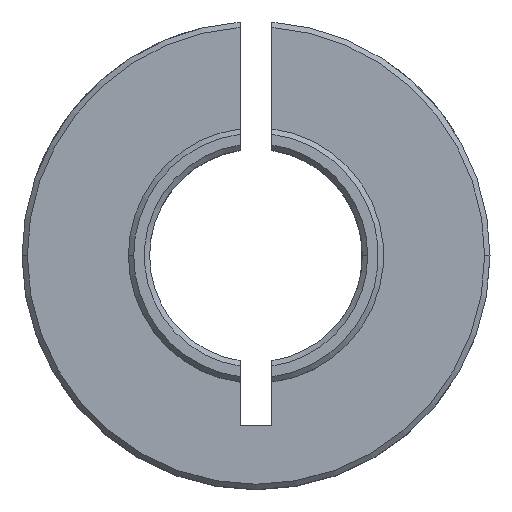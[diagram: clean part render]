
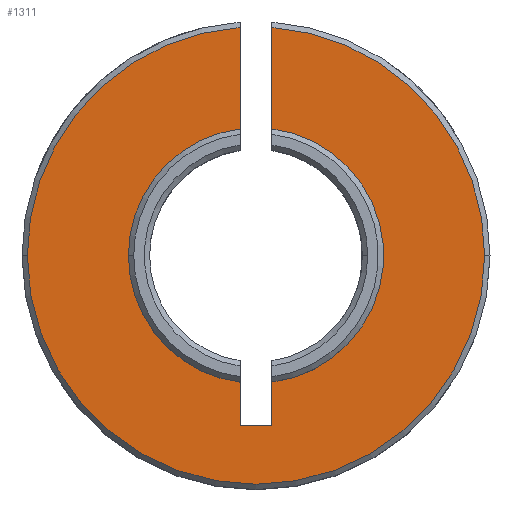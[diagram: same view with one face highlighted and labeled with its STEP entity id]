
A CAD part, top view. The second image highlights one B-rep face of the part: STEP entity #1311.
In plain terms, the highlighted planar face has unit normal (0, 0, 1).
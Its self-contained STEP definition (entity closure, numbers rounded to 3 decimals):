
#3 = CARTESIAN_POINT ( 'NONE',  ( 0., 0., 8. ) ) ;
#6 = CARTESIAN_POINT ( 'NONE',  ( -0.75, -8., 8. ) ) ;
#14 = VERTEX_POINT ( 'NONE', #1388 ) ;
#20 = ORIENTED_EDGE ( 'NONE', *, *, #211, .T. ) ;
#33 = DIRECTION ( 'NONE',  ( 1., 0., 0. ) ) ;
#40 = EDGE_CURVE ( 'NONE', #1213, #431, #1369, .T. ) ;
#47 = EDGE_LOOP ( 'NONE', ( #912, #20, #664, #890, #1107, #621, #698, #492, #657, #1146, #351 ) ) ;
#56 = CARTESIAN_POINT ( 'NONE',  ( -0.75, 0., 8. ) ) ;
#64 = DIRECTION ( 'NONE',  ( 1., 0., 0. ) ) ;
#68 = DIRECTION ( 'NONE',  ( 0., 0., 1. ) ) ;
#84 = LINE ( 'NONE', #1295, #896 ) ;
#90 = CARTESIAN_POINT ( 'NONE',  ( 0., 0., 8. ) ) ;
#111 = VECTOR ( 'NONE', #777, 1000. ) ;
#119 = AXIS2_PLACEMENT_3D ( 'NONE', #90, #1204, #196 ) ;
#125 = VERTEX_POINT ( 'NONE', #197 ) ;
#129 = EDGE_CURVE ( 'NONE', #720, #1213, #1010, .T. ) ;
#175 = EDGE_CURVE ( 'NONE', #727, #125, #1371, .T. ) ;
#192 = CIRCLE ( 'NONE', #1318, 6. ) ;
#196 = DIRECTION ( 'NONE',  ( 1., 0., 0. ) ) ;
#197 = CARTESIAN_POINT ( 'NONE',  ( 0.75, 5.953, 8. ) ) ;
#211 = EDGE_CURVE ( 'NONE', #1159, #720, #806, .T. ) ;
#299 = DIRECTION ( 'NONE',  ( 1., 0., 0. ) ) ;
#313 = CARTESIAN_POINT ( 'NONE',  ( 0., 0., 8. ) ) ;
#323 = VERTEX_POINT ( 'NONE', #6 ) ;
#327 = DIRECTION ( 'NONE',  ( 0., 0., 1. ) ) ;
#349 = EDGE_CURVE ( 'NONE', #1159, #1244, #1317, .T. ) ;
#351 = ORIENTED_EDGE ( 'NONE', *, *, #742, .F. ) ;
#379 = VECTOR ( 'NONE', #1024, 1000. ) ;
#386 = CIRCLE ( 'NONE', #490, 6. ) ;
#400 = AXIS2_PLACEMENT_3D ( 'NONE', #1271, #1171, #64 ) ;
#407 = EDGE_CURVE ( 'NONE', #1461, #1174, #192, .T. ) ;
#413 = CARTESIAN_POINT ( 'NONE',  ( -0.75, 5.953, 8. ) ) ;
#417 = CARTESIAN_POINT ( 'NONE',  ( -0.75, 0., 8. ) ) ;
#431 = VERTEX_POINT ( 'NONE', #656 ) ;
#434 = DIRECTION ( 'NONE',  ( 1., 0., 0. ) ) ;
#448 = VECTOR ( 'NONE', #1149, 1000. ) ;
#474 = EDGE_CURVE ( 'NONE', #125, #431, #1018, .T. ) ;
#490 = AXIS2_PLACEMENT_3D ( 'NONE', #1207, #327, #1323 ) ;
#492 = ORIENTED_EDGE ( 'NONE', *, *, #1442, .T. ) ;
#509 = CARTESIAN_POINT ( 'NONE',  ( 0.75, -5.953, 8. ) ) ;
#522 = DIRECTION ( 'NONE',  ( 0., 0., 1. ) ) ;
#529 = CARTESIAN_POINT ( 'NONE',  ( -0.75, -5.953, 8. ) ) ;
#611 = CARTESIAN_POINT ( 'NONE',  ( 0., 0., 8. ) ) ;
#621 = ORIENTED_EDGE ( 'NONE', *, *, #175, .F. ) ;
#623 = FACE_OUTER_BOUND ( 'NONE', #47, .T. ) ;
#629 = DIRECTION ( 'NONE',  ( 0., 0., 1. ) ) ;
#649 = EDGE_CURVE ( 'NONE', #1174, #323, #838, .T. ) ;
#655 = AXIS2_PLACEMENT_3D ( 'NONE', #313, #998, #434 ) ;
#656 = CARTESIAN_POINT ( 'NONE',  ( 0.75, 10.724, 8. ) ) ;
#657 = ORIENTED_EDGE ( 'NONE', *, *, #649, .F. ) ;
#664 = ORIENTED_EDGE ( 'NONE', *, *, #129, .T. ) ;
#695 = CARTESIAN_POINT ( 'NONE',  ( 0.75, 0., 8. ) ) ;
#698 = ORIENTED_EDGE ( 'NONE', *, *, #765, .F. ) ;
#720 = VERTEX_POINT ( 'NONE', #992 ) ;
#727 = VERTEX_POINT ( 'NONE', #509 ) ;
#742 = EDGE_CURVE ( 'NONE', #1244, #1461, #386, .T. ) ;
#753 = AXIS2_PLACEMENT_3D ( 'NONE', #611, #68, #33 ) ;
#765 = EDGE_CURVE ( 'NONE', #14, #727, #1071, .T. ) ;
#777 = DIRECTION ( 'NONE',  ( 0., -1., 0. ) ) ;
#806 = CIRCLE ( 'NONE', #400, 10.75 ) ;
#838 = LINE ( 'NONE', #56, #448 ) ;
#856 = DIRECTION ( 'NONE',  ( 0., 1., 0. ) ) ;
#857 = DIRECTION ( 'NONE',  ( -1., 0., 0. ) ) ;
#865 = CARTESIAN_POINT ( 'NONE',  ( 0.75, 0., 8. ) ) ;
#890 = ORIENTED_EDGE ( 'NONE', *, *, #40, .T. ) ;
#896 = VECTOR ( 'NONE', #857, 1000. ) ;
#912 = ORIENTED_EDGE ( 'NONE', *, *, #349, .F. ) ;
#925 = AXIS2_PLACEMENT_3D ( 'NONE', #3, #522, #1437 ) ;
#962 = CARTESIAN_POINT ( 'NONE',  ( 10.75, 0., 8. ) ) ;
#968 = CARTESIAN_POINT ( 'NONE',  ( 0., 0., 8. ) ) ;
#992 = CARTESIAN_POINT ( 'NONE',  ( -10.75, 0., 8. ) ) ;
#998 = DIRECTION ( 'NONE',  ( 0., 0., 1. ) ) ;
#1010 = CIRCLE ( 'NONE', #655, 10.75 ) ;
#1018 = LINE ( 'NONE', #695, #379 ) ;
#1024 = DIRECTION ( 'NONE',  ( 0., 1., 0. ) ) ;
#1071 = LINE ( 'NONE', #865, #1160 ) ;
#1076 = CARTESIAN_POINT ( 'NONE',  ( -0.75, 10.724, 8. ) ) ;
#1107 = ORIENTED_EDGE ( 'NONE', *, *, #474, .F. ) ;
#1146 = ORIENTED_EDGE ( 'NONE', *, *, #407, .F. ) ;
#1149 = DIRECTION ( 'NONE',  ( 0., -1., 0. ) ) ;
#1159 = VERTEX_POINT ( 'NONE', #1076 ) ;
#1160 = VECTOR ( 'NONE', #856, 1000. ) ;
#1171 = DIRECTION ( 'NONE',  ( 0., 0., 1. ) ) ;
#1174 = VERTEX_POINT ( 'NONE', #529 ) ;
#1194 = PLANE ( 'NONE',  #119 ) ;
#1204 = DIRECTION ( 'NONE',  ( 0., 0., 1. ) ) ;
#1207 = CARTESIAN_POINT ( 'NONE',  ( 0., 0., 8. ) ) ;
#1208 = CARTESIAN_POINT ( 'NONE',  ( -6., 0., 8. ) ) ;
#1213 = VERTEX_POINT ( 'NONE', #962 ) ;
#1244 = VERTEX_POINT ( 'NONE', #413 ) ;
#1271 = CARTESIAN_POINT ( 'NONE',  ( 0., 0., 8. ) ) ;
#1295 = CARTESIAN_POINT ( 'NONE',  ( 0., -8., 8. ) ) ;
#1311 = ADVANCED_FACE ( 'NONE', ( #623 ), #1194, .T. ) ;
#1317 = LINE ( 'NONE', #417, #111 ) ;
#1318 = AXIS2_PLACEMENT_3D ( 'NONE', #968, #629, #299 ) ;
#1323 = DIRECTION ( 'NONE',  ( 1., 0., 0. ) ) ;
#1369 = CIRCLE ( 'NONE', #925, 10.75 ) ;
#1371 = CIRCLE ( 'NONE', #753, 6. ) ;
#1388 = CARTESIAN_POINT ( 'NONE',  ( 0.75, -8., 8. ) ) ;
#1437 = DIRECTION ( 'NONE',  ( 1., 0., 0. ) ) ;
#1442 = EDGE_CURVE ( 'NONE', #14, #323, #84, .T. ) ;
#1461 = VERTEX_POINT ( 'NONE', #1208 ) ;
